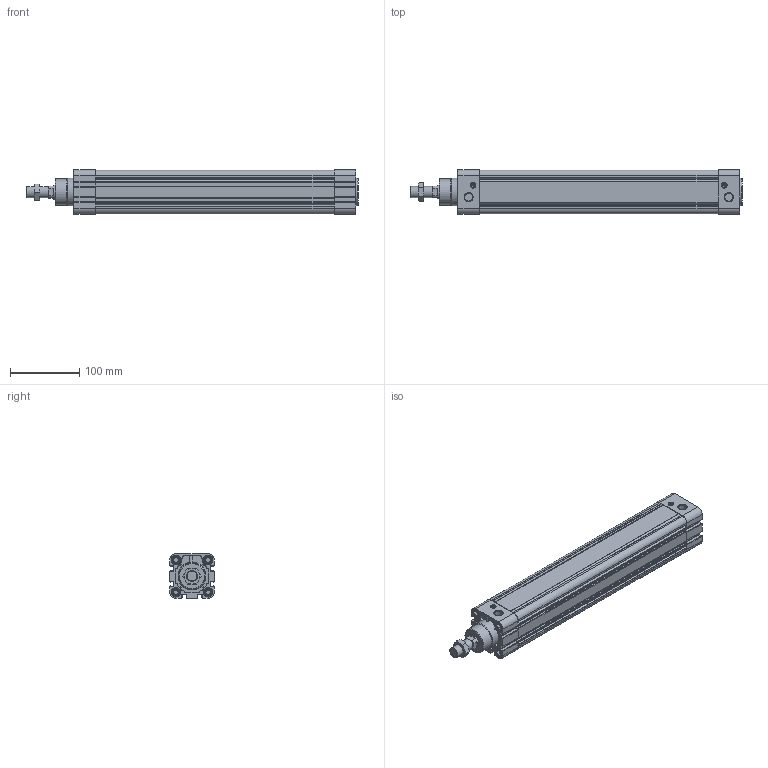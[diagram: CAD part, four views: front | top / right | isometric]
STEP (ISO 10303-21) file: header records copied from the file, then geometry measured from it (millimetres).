
FILE_DESCRIPTION(/* description */ ('STEP AP242','CAx-IF Rec.Pracs.---Representation and Presentation of Product Manufacturing Information (PMI)---4.0---2014-10-13','CAx-IF Rec.Pracs.---3D Tessellated Geometry---0.4---2014-09-14','2;1'),/* implementation_level */ '2;1');
FILE_NAME(/* name */ 'FVBC50X300-0-S()(0)',/* time_stamp */ '2026-02-20T12:34:12+01:00',/* author */ ('License CC BY-ND 4.0'),/* organization */ ('CADENAS'),/* preprocessor_version */ 'ST-DEVELOPER v20',/* originating_system */ 'PARTsolutions',/* authorisation */ ' ');
FILE_SCHEMA (('AP242_MANAGED_MODEL_BASED_3D_ENGINEERING_MIM_LF { 1 0 10303 442 1 1 4 }'));
Length unit declared in the file: millimetre
Products named in the file (3): FVBC50X300-0-S()(0); FVB50x300()_fvbc_body ; 50X300-0_rod
Assembly tree (2 placements, depth 2):
  FVBC50X300-0-S()(0)
    FVB50x300()_fvbc_body 
    50X300-0_rod
Bounding box: 478.5 x 64 x 64.3 mm (x, y, z)
Volume: 1016094.1 mm3; surface area: 263697.5 mm2
Topology: 2 solids, 4 shells, 706 faces, 1734 edges, 1103 vertices
Faces by surface type: plane 359, cylinder 264, cone 74, torus 9
Full cylindrical faces by diameter (mm): 1.9 x2, 2.5 x2, 4 x2, 5.4 x2, 6 x2, 6.647 x8, 6.7 x2, 6.9 x2, 7 x4, 8 x6, 11 x4, 11.445 x2, 12 x8, 13.5 x8, 16 x2, 20 x3, 26.667 x2, 38 x1, 40 x2, 50 x2
Entity records: 20385 total; most frequent: CARTESIAN_POINT 3759, DIRECTION 3576, ORIENTED_EDGE 3226, EDGE_CURVE 1613, AXIS2_PLACEMENT_3D 1330, VERTEX_POINT 1093, LINE 916, VECTOR 916
